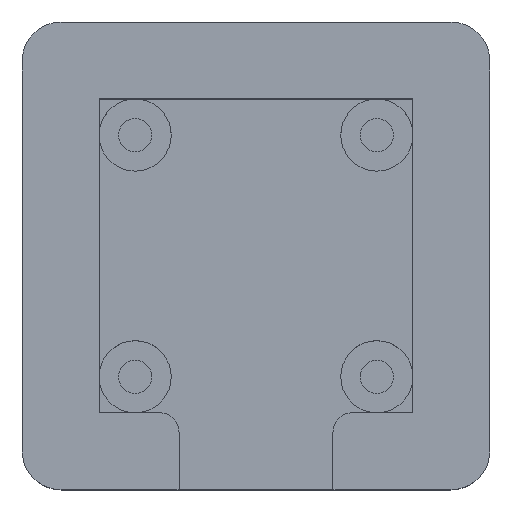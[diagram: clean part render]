
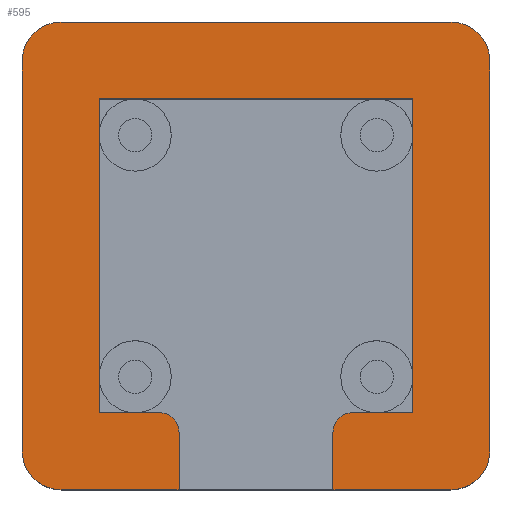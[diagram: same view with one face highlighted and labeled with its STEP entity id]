
A CAD part, top view. The second image highlights one B-rep face of the part: STEP entity #595.
In plain terms, the highlighted planar face has unit normal (0, 0, 1).
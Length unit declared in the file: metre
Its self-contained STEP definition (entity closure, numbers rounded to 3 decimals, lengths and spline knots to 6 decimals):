
#42=LINE('',#962,#92);
#45=LINE('',#967,#95);
#47=LINE('',#971,#97);
#48=LINE('',#976,#98);
#49=LINE('',#979,#99);
#50=LINE('',#983,#100);
#51=LINE('',#987,#101);
#52=LINE('',#990,#102);
#53=LINE('',#994,#103);
#54=LINE('',#996,#104);
#55=LINE('',#998,#105);
#56=LINE('',#1000,#106);
#92=VECTOR('',#761,1.);
#95=VECTOR('',#764,1.);
#97=VECTOR('',#768,1.);
#98=VECTOR('',#771,1.);
#99=VECTOR('',#774,1.);
#100=VECTOR('',#777,1.);
#101=VECTOR('',#780,1.);
#102=VECTOR('',#783,1.);
#103=VECTOR('',#786,1.);
#104=VECTOR('',#787,1.);
#105=VECTOR('',#788,1.);
#106=VECTOR('',#789,1.);
#157=ORIENTED_EDGE('',*,*,#320,.T.);
#158=ORIENTED_EDGE('',*,*,#321,.T.);
#159=ORIENTED_EDGE('',*,*,#322,.T.);
#160=ORIENTED_EDGE('',*,*,#315,.F.);
#161=ORIENTED_EDGE('',*,*,#323,.T.);
#162=ORIENTED_EDGE('',*,*,#324,.F.);
#163=ORIENTED_EDGE('',*,*,#325,.T.);
#164=ORIENTED_EDGE('',*,*,#326,.T.);
#165=ORIENTED_EDGE('',*,*,#327,.T.);
#166=ORIENTED_EDGE('',*,*,#328,.T.);
#167=ORIENTED_EDGE('',*,*,#329,.T.);
#168=ORIENTED_EDGE('',*,*,#318,.F.);
#169=ORIENTED_EDGE('',*,*,#330,.F.);
#170=ORIENTED_EDGE('',*,*,#331,.T.);
#171=ORIENTED_EDGE('',*,*,#332,.F.);
#172=ORIENTED_EDGE('',*,*,#333,.F.);
#173=ORIENTED_EDGE('',*,*,#334,.F.);
#174=ORIENTED_EDGE('',*,*,#335,.T.);
#315=EDGE_CURVE('',#391,#392,#42,.T.);
#318=EDGE_CURVE('',#393,#394,#45,.T.);
#320=EDGE_CURVE('',#395,#396,#47,.T.);
#321=EDGE_CURVE('',#396,#397,#437,.T.);
#322=EDGE_CURVE('',#397,#392,#48,.T.);
#323=EDGE_CURVE('',#391,#398,#438,.T.);
#324=EDGE_CURVE('',#399,#398,#49,.T.);
#325=EDGE_CURVE('',#399,#400,#439,.T.);
#326=EDGE_CURVE('',#400,#401,#50,.T.);
#327=EDGE_CURVE('',#401,#402,#440,.T.);
#328=EDGE_CURVE('',#402,#403,#51,.T.);
#329=EDGE_CURVE('',#403,#394,#441,.T.);
#330=EDGE_CURVE('',#404,#393,#52,.T.);
#331=EDGE_CURVE('',#404,#405,#442,.T.);
#332=EDGE_CURVE('',#406,#405,#53,.T.);
#333=EDGE_CURVE('',#407,#406,#54,.T.);
#334=EDGE_CURVE('',#408,#407,#55,.T.);
#335=EDGE_CURVE('',#408,#395,#56,.T.);
#391=VERTEX_POINT('',#961);
#392=VERTEX_POINT('',#963);
#393=VERTEX_POINT('',#966);
#394=VERTEX_POINT('',#968);
#395=VERTEX_POINT('',#972);
#396=VERTEX_POINT('',#973);
#397=VERTEX_POINT('',#975);
#398=VERTEX_POINT('',#978);
#399=VERTEX_POINT('',#980);
#400=VERTEX_POINT('',#982);
#401=VERTEX_POINT('',#984);
#402=VERTEX_POINT('',#986);
#403=VERTEX_POINT('',#988);
#404=VERTEX_POINT('',#991);
#405=VERTEX_POINT('',#993);
#406=VERTEX_POINT('',#995);
#407=VERTEX_POINT('',#997);
#408=VERTEX_POINT('',#999);
#437=CIRCLE('',#658,0.00127);
#438=CIRCLE('',#659,0.00254);
#439=CIRCLE('',#660,0.00254);
#440=CIRCLE('',#661,0.00254);
#441=CIRCLE('',#662,0.00254);
#442=CIRCLE('',#663,0.00127);
#465=EDGE_LOOP('',(#157,#158,#159,#160,#161,#162,#163,#164,#165,#166,#167,
#168,#169,#170,#171,#172,#173,#174));
#517=FACE_BOUND('',#465,.T.);
#569=PLANE('',#657);
#595=ADVANCED_FACE('',(#517),#569,.T.);
#657=AXIS2_PLACEMENT_3D('',#970,#766,#767);
#658=AXIS2_PLACEMENT_3D('',#974,#769,#770);
#659=AXIS2_PLACEMENT_3D('',#977,#772,#773);
#660=AXIS2_PLACEMENT_3D('',#981,#775,#776);
#661=AXIS2_PLACEMENT_3D('',#985,#778,#779);
#662=AXIS2_PLACEMENT_3D('',#989,#781,#782);
#663=AXIS2_PLACEMENT_3D('',#992,#784,#785);
#761=DIRECTION('',(-1.,0.,0.));
#764=DIRECTION('',(-1.,0.,0.));
#766=DIRECTION('',(0.,0.,1.));
#767=DIRECTION('',(1.,0.,0.));
#768=DIRECTION('',(-1.,0.,0.));
#769=DIRECTION('',(0.,0.,1.));
#770=DIRECTION('',(1.,0.,0.));
#771=DIRECTION('',(0.,-1.,0.));
#772=DIRECTION('',(0.,0.,1.));
#773=DIRECTION('',(1.,0.,0.));
#774=DIRECTION('',(0.,-1.,0.));
#775=DIRECTION('',(0.,0.,1.));
#776=DIRECTION('',(1.,0.,0.));
#777=DIRECTION('',(-1.,0.,0.));
#778=DIRECTION('',(0.,0.,1.));
#779=DIRECTION('',(1.,0.,0.));
#780=DIRECTION('',(0.,-1.,0.));
#781=DIRECTION('',(0.,0.,1.));
#782=DIRECTION('',(1.,0.,0.));
#783=DIRECTION('',(0.,-1.,0.));
#784=DIRECTION('',(0.,0.,1.));
#785=DIRECTION('',(1.,0.,0.));
#786=DIRECTION('',(1.,0.,0.));
#787=DIRECTION('',(0.,-1.,0.));
#788=DIRECTION('',(-1.,0.,0.));
#789=DIRECTION('',(0.,-1.,0.));
#961=CARTESIAN_POINT('',(0.0127,-0.01524,0.00889));
#962=CARTESIAN_POINT('',(0.,-0.01524,0.00889));
#963=CARTESIAN_POINT('',(0.005017,-0.01524,0.00889));
#966=CARTESIAN_POINT('',(-0.005017,-0.01524,0.00889));
#967=CARTESIAN_POINT('',(0.,-0.01524,0.00889));
#968=CARTESIAN_POINT('',(-0.0127,-0.01524,0.00889));
#970=CARTESIAN_POINT('',(0.,0.,0.00889));
#971=CARTESIAN_POINT('',(0.00762,-0.010224,0.00889));
#972=CARTESIAN_POINT('',(0.010224,-0.010224,0.00889));
#973=CARTESIAN_POINT('',(0.006287,-0.010224,0.00889));
#974=CARTESIAN_POINT('',(0.006287,-0.011494,0.00889));
#975=CARTESIAN_POINT('',(0.005017,-0.011494,0.00889));
#976=CARTESIAN_POINT('',(0.005017,-0.012732,0.00889));
#977=CARTESIAN_POINT('',(0.0127,-0.0127,0.00889));
#978=CARTESIAN_POINT('',(0.01524,-0.0127,0.00889));
#979=CARTESIAN_POINT('',(0.01524,0.,0.00889));
#980=CARTESIAN_POINT('',(0.01524,0.0127,0.00889));
#981=CARTESIAN_POINT('',(0.0127,0.0127,0.00889));
#982=CARTESIAN_POINT('',(0.0127,0.01524,0.00889));
#983=CARTESIAN_POINT('',(0.,0.01524,0.00889));
#984=CARTESIAN_POINT('',(-0.0127,0.01524,0.00889));
#985=CARTESIAN_POINT('',(-0.0127,0.0127,0.00889));
#986=CARTESIAN_POINT('',(-0.01524,0.0127,0.00889));
#987=CARTESIAN_POINT('',(-0.01524,0.,0.00889));
#988=CARTESIAN_POINT('',(-0.01524,-0.0127,0.00889));
#989=CARTESIAN_POINT('',(-0.0127,-0.0127,0.00889));
#990=CARTESIAN_POINT('',(-0.005017,-0.012732,0.00889));
#991=CARTESIAN_POINT('',(-0.005017,-0.011494,0.00889));
#992=CARTESIAN_POINT('',(-0.006287,-0.011494,0.00889));
#993=CARTESIAN_POINT('',(-0.006287,-0.010224,0.00889));
#994=CARTESIAN_POINT('',(-0.00762,-0.010224,0.00889));
#995=CARTESIAN_POINT('',(-0.010224,-0.010224,0.00889));
#996=CARTESIAN_POINT('',(-0.010224,0.,0.00889));
#997=CARTESIAN_POINT('',(-0.010224,0.010224,0.00889));
#998=CARTESIAN_POINT('',(0.,0.010224,0.00889));
#999=CARTESIAN_POINT('',(0.010224,0.010224,0.00889));
#1000=CARTESIAN_POINT('',(0.010224,0.,0.00889));
